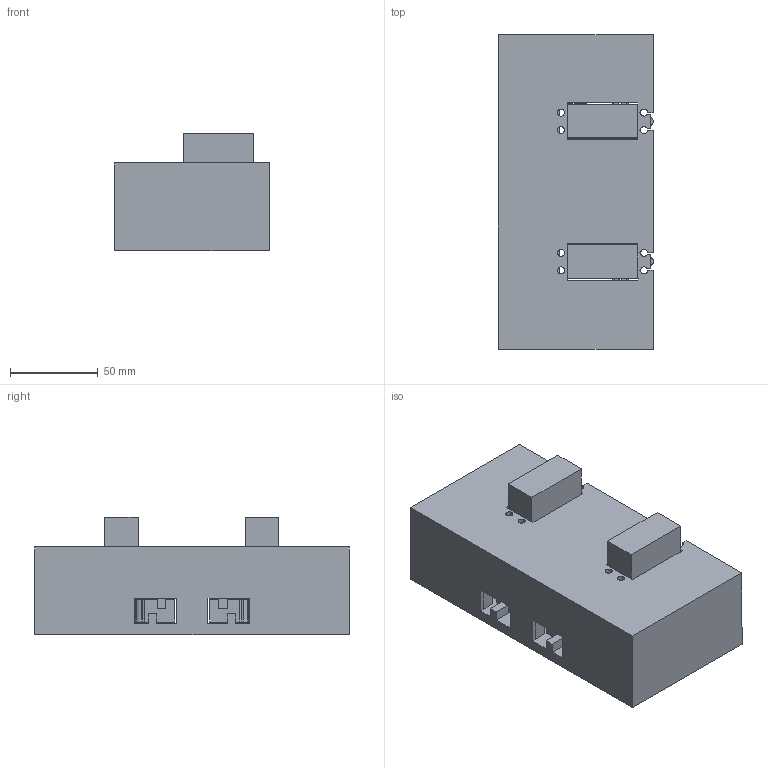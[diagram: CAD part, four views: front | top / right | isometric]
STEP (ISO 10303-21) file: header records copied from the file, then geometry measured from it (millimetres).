
FILE_DESCRIPTION(/* description */ (''),/* implementation_level */ '2;1');
FILE_NAME(/* name */ 'V1 v31.step',/* time_stamp */ '2024-10-23T18:12:39-07:00',/* author */ (''),/* organization */ (''),/* preprocessor_version */ 'ST-DEVELOPER v20',/* originating_system */ 'Autodesk Translation Framework v13.20.0.188',/* authorisation */ '');
FILE_SCHEMA (('AUTOMOTIVE_DESIGN { 1 0 10303 214 3 1 1 }'));
Length unit declared in the file: millimetre
Products named in the file (6): V1; Spur Gear (10 teeth); Servo; Spur Gear (10 teeth)_1; Component2; Unlocking Servo Arm
Assembly tree (8 placements, depth 3):
  V1
    Unlocking Servo Arm  x2
    Servo  x2
    Spur Gear (10 teeth)
      Component2
    Spur Gear (10 teeth)_1
      Component2
Bounding box: 88.43 x 179.51 x 66.89 mm (x, y, z)
Volume: 503914.4 mm3; surface area: 116483.5 mm2
Topology: 9 solids, 9 shells, 732 faces, 2122 edges, 1414 vertices
Faces by surface type: plane 392, cylinder 260, bspline 80
Full cylindrical faces by diameter (mm): 1.5 x32, 2.5 x4, 3 x2, 3.5 x2, 4 x4, 6 x2, 7 x2, 8.8 x2
Entity records: 34135 total; most frequent: CARTESIAN_POINT 20784, ORIENTED_EDGE 2936, DIRECTION 2592, EDGE_CURVE 1468, LINE 1020, VECTOR 1020, VERTEX_POINT 978, AXIS2_PLACEMENT_3D 786
